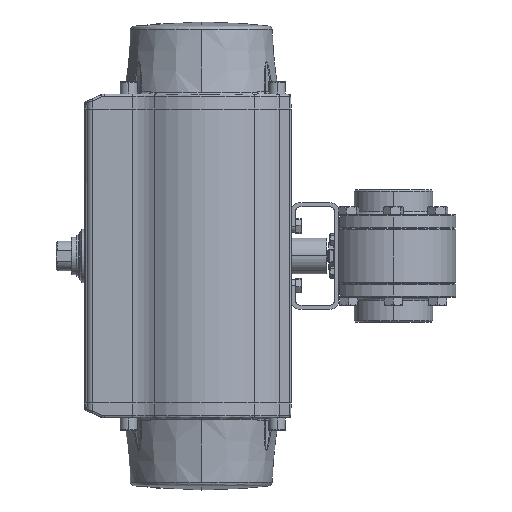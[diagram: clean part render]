
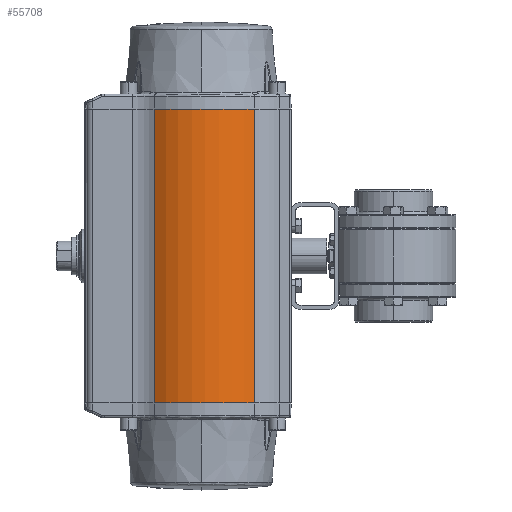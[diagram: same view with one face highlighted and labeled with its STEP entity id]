
A CAD part, left-side view. The second image highlights one B-rep face of the part: STEP entity #55708.
In plain terms, the highlighted cylindrical face has radius 87 mm (diameter 174 mm), a partial arc.
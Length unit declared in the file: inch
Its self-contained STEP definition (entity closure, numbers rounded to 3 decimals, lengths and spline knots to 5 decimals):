
#1012 = CIRCLE ( 'NONE', #69969, 3.4252 ) ;
#1309 = AXIS2_PLACEMENT_3D ( 'NONE', #42602, #5862, #48753 ) ;
#1750 = DIRECTION ( 'NONE',  ( 0., 0., -1. ) ) ;
#3037 = EDGE_CURVE ( 'NONE', #70642, #42902, #56056, .T. ) ;
#5862 = DIRECTION ( 'NONE',  ( 0., 0., 1. ) ) ;
#6434 = CYLINDRICAL_SURFACE ( 'NONE', #53754, 3.4252 ) ;
#8145 = CARTESIAN_POINT ( 'NONE',  ( -2.7914, 10.06449, 6.1811 ) ) ;
#17081 = VERTEX_POINT ( 'NONE', #8145 ) ;
#17489 = CARTESIAN_POINT ( 'NONE',  ( 0., 8.07953, 6.1811 ) ) ;
#20641 = LINE ( 'NONE', #44615, #36950 ) ;
#20691 = ORIENTED_EDGE ( 'NONE', *, *, #36870, .T. ) ;
#23666 = DIRECTION ( 'NONE',  ( 1., 0., 0. ) ) ;
#25465 = ORIENTED_EDGE ( 'NONE', *, *, #51632, .T. ) ;
#26142 = CARTESIAN_POINT ( 'NONE',  ( 0., 8.07953, -6.1811 ) ) ;
#31559 = ORIENTED_EDGE ( 'NONE', *, *, #3037, .T. ) ;
#36870 = EDGE_CURVE ( 'NONE', #72842, #17081, #1012, .T. ) ;
#36950 = VECTOR ( 'NONE', #1750, 39.37008 ) ;
#40958 = FACE_OUTER_BOUND ( 'NONE', #76814, .T. ) ;
#42358 = VECTOR ( 'NONE', #71995, 39.37008 ) ;
#42602 = CARTESIAN_POINT ( 'NONE',  ( 0., 8.07953, -6.1811 ) ) ;
#42902 = VERTEX_POINT ( 'NONE', #47652 ) ;
#44615 = CARTESIAN_POINT ( 'NONE',  ( -2.7914, 10.06449, -6.1811 ) ) ;
#44726 = EDGE_CURVE ( 'NONE', #17081, #70642, #20641, .T. ) ;
#47652 = CARTESIAN_POINT ( 'NONE',  ( -2.58913, 5.83712, -6.1811 ) ) ;
#48753 = DIRECTION ( 'NONE',  ( 1., 0., 0. ) ) ;
#50528 = DIRECTION ( 'NONE',  ( 1., 0., 0. ) ) ;
#51632 = EDGE_CURVE ( 'NONE', #42902, #72842, #74910, .T. ) ;
#53754 = AXIS2_PLACEMENT_3D ( 'NONE', #26142, #62782, #50528 ) ;
#55708 = ADVANCED_FACE ( 'NONE', ( #40958 ), #6434, .T. ) ;
#56056 = CIRCLE ( 'NONE', #1309, 3.4252 ) ;
#58306 = ORIENTED_EDGE ( 'NONE', *, *, #44726, .T. ) ;
#60276 = DIRECTION ( 'NONE',  ( 0., 0., -1. ) ) ;
#62782 = DIRECTION ( 'NONE',  ( 0., 0., 1. ) ) ;
#67396 = CARTESIAN_POINT ( 'NONE',  ( -2.7914, 10.06449, -6.1811 ) ) ;
#69969 = AXIS2_PLACEMENT_3D ( 'NONE', #17489, #60276, #23666 ) ;
#70642 = VERTEX_POINT ( 'NONE', #67396 ) ;
#71995 = DIRECTION ( 'NONE',  ( 0., 0., 1. ) ) ;
#72842 = VERTEX_POINT ( 'NONE', #78161 ) ;
#74910 = LINE ( 'NONE', #78174, #42358 ) ;
#76814 = EDGE_LOOP ( 'NONE', ( #31559, #25465, #20691, #58306 ) ) ;
#78161 = CARTESIAN_POINT ( 'NONE',  ( -2.58913, 5.83712, 6.1811 ) ) ;
#78174 = CARTESIAN_POINT ( 'NONE',  ( -2.58913, 5.83712, -6.1811 ) ) ;
